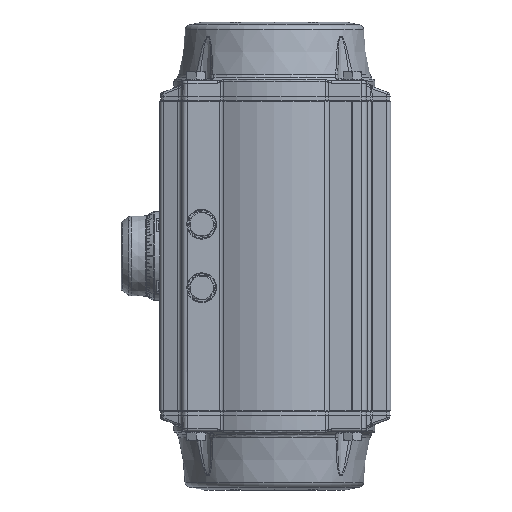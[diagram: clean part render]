
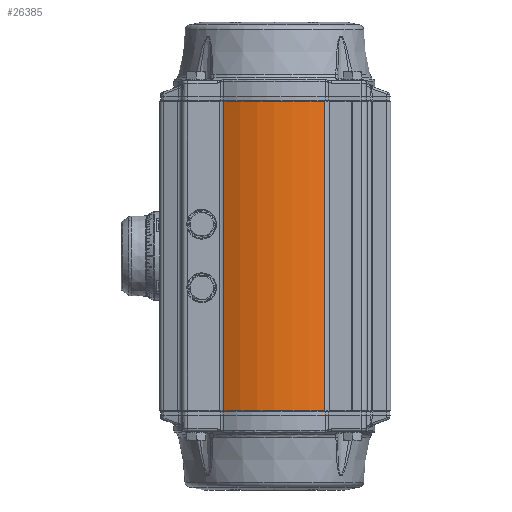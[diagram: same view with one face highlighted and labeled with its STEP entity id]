
A CAD part, left-side view. The second image highlights one B-rep face of the part: STEP entity #26385.
In plain terms, the highlighted cylindrical face has radius 131 mm (diameter 262 mm), a partial arc.
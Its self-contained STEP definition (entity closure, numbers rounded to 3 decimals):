
#1513=CYLINDRICAL_SURFACE('',#29228,131.);
#3763=FACE_OUTER_BOUND('',#5367,.T.);
#5367=EDGE_LOOP('',(#24447,#24448,#24449,#24450));
#7124=LINE('',#63258,#8873);
#7125=LINE('',#63260,#8874);
#8873=VECTOR('',#36583,400.);
#8874=VECTOR('',#36586,400.);
#9882=CIRCLE('',#28499,131.);
#10214=CIRCLE('',#29176,131.);
#12036=VERTEX_POINT('',#52673);
#12037=VERTEX_POINT('',#52675);
#12641=VERTEX_POINT('',#63098);
#12642=VERTEX_POINT('',#63100);
#15559=EDGE_CURVE('',#12037,#12036,#9882,.T.);
#16553=EDGE_CURVE('',#12642,#12641,#10214,.T.);
#16625=EDGE_CURVE('',#12642,#12036,#7124,.T.);
#16626=EDGE_CURVE('',#12037,#12641,#7125,.T.);
#24447=ORIENTED_EDGE('',*,*,#16553,.T.);
#24448=ORIENTED_EDGE('',*,*,#16626,.F.);
#24449=ORIENTED_EDGE('',*,*,#15559,.T.);
#24450=ORIENTED_EDGE('',*,*,#16625,.F.);
#26385=ADVANCED_FACE('',(#3763),#1513,.T.);
#28499=AXIS2_PLACEMENT_3D('',#52676,#34739,#34740);
#29176=AXIS2_PLACEMENT_3D('',#63101,#36435,#36436);
#29228=AXIS2_PLACEMENT_3D('',#63259,#36584,#36585);
#34739=DIRECTION('center_axis',(0.,0.,1.));
#34740=DIRECTION('ref_axis',(-0.855,0.519,0.));
#36435=DIRECTION('center_axis',(0.,0.,-1.));
#36436=DIRECTION('ref_axis',(-0.855,0.519,0.));
#36583=DIRECTION('',(0.,0.,-1.));
#36584=DIRECTION('center_axis',(0.,0.,1.));
#36585=DIRECTION('ref_axis',(-0.855,0.519,0.));
#36586=DIRECTION('',(0.,0.,1.));
#52673=CARTESIAN_POINT('',(-113.594,-65.248,0.));
#52675=CARTESIAN_POINT('',(-113.594,65.248,0.));
#52676=CARTESIAN_POINT('Origin',(0.,0.,0.));
#63098=CARTESIAN_POINT('',(-113.594,65.248,400.));
#63100=CARTESIAN_POINT('',(-113.594,-65.248,400.));
#63101=CARTESIAN_POINT('Origin',(0.,0.,400.));
#63258=CARTESIAN_POINT('',(-113.594,-65.248,400.));
#63259=CARTESIAN_POINT('Origin',(0.,0.,0.));
#63260=CARTESIAN_POINT('',(-113.594,65.248,0.));
